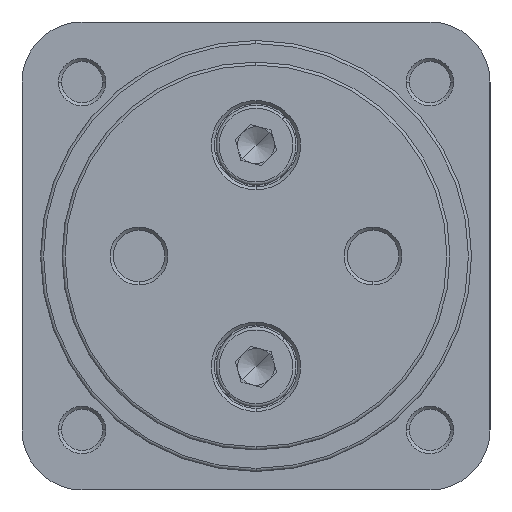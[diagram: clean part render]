
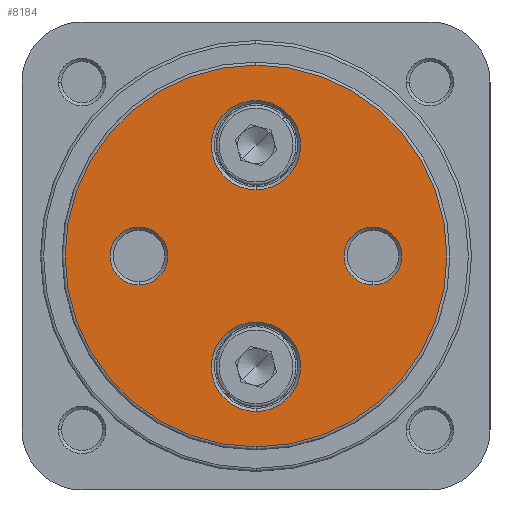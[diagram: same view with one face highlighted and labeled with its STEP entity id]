
A CAD part, left-side view. The second image highlights one B-rep face of the part: STEP entity #8184.
In plain terms, the highlighted planar face has unit normal (-1, 0, 0).
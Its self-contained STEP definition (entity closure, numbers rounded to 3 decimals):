
#33 = CARTESIAN_POINT ( 'NONE',  ( 0., 0., -10.75 ) ) ;
#98 = CARTESIAN_POINT ( 'NONE',  ( 0., 0., -31. ) ) ;
#100 = CARTESIAN_POINT ( 'NONE',  ( 0., 19., 4.7 ) ) ;
#179 = CARTESIAN_POINT ( 'NONE',  ( 0., 19., -4.7 ) ) ;
#293 = CARTESIAN_POINT ( 'NONE',  ( 0., 0., 25.25 ) ) ;
#297 = CARTESIAN_POINT ( 'NONE',  ( 0., 0., 31. ) ) ;
#330 = CARTESIAN_POINT ( 'NONE',  ( 0., 0., 10.75 ) ) ;
#348 = CARTESIAN_POINT ( 'NONE',  ( 0., 0., -25.25 ) ) ;
#401 = CARTESIAN_POINT ( 'NONE',  ( 0., -19., -4.7 ) ) ;
#407 = CARTESIAN_POINT ( 'NONE',  ( 0., -19., 4.7 ) ) ;
#1539 = CARTESIAN_POINT ( 'NONE',  ( 0., 0., 0. ) ) ;
#1540 = DIRECTION ( 'NONE',  ( -1., 0., 0. ) ) ;
#1541 = DIRECTION ( 'NONE',  ( 0., 0., -1. ) ) ;
#1569 = CARTESIAN_POINT ( 'NONE',  ( 0., 0., 18. ) ) ;
#1570 = DIRECTION ( 'NONE',  ( 1., 0., 0. ) ) ;
#1571 = DIRECTION ( 'NONE',  ( 0., 0., -1. ) ) ;
#1579 = CARTESIAN_POINT ( 'NONE',  ( 0., 0., -18. ) ) ;
#1580 = DIRECTION ( 'NONE',  ( 1., 0., 0. ) ) ;
#1581 = DIRECTION ( 'NONE',  ( 0., 0., -1. ) ) ;
#1650 = CARTESIAN_POINT ( 'NONE',  ( 0., 19., 0. ) ) ;
#1651 = DIRECTION ( 'NONE',  ( 1., 0., 0. ) ) ;
#1652 = DIRECTION ( 'NONE',  ( 0., 0., -1. ) ) ;
#1660 = CARTESIAN_POINT ( 'NONE',  ( 0., -19., 0. ) ) ;
#1661 = DIRECTION ( 'NONE',  ( 1., 0., 0. ) ) ;
#1662 = DIRECTION ( 'NONE',  ( 0., 0., -1. ) ) ;
#1851 = AXIS2_PLACEMENT_3D ( 'NONE', #1539, #1540, #1541 ) ;
#1861 = AXIS2_PLACEMENT_3D ( 'NONE', #1569, #1570, #1571 ) ;
#1862 = AXIS2_PLACEMENT_3D ( 'NONE', #1579, #1580, #1581 ) ;
#1878 = AXIS2_PLACEMENT_3D ( 'NONE', #1650, #1651, #1652 ) ;
#1879 = AXIS2_PLACEMENT_3D ( 'NONE', #1660, #1661, #1662 ) ;
#1896 = AXIS2_PLACEMENT_3D ( 'NONE', #3199, #3206, #3207 ) ;
#1902 = AXIS2_PLACEMENT_3D ( 'NONE', #3217, #3224, #3225 ) ;
#1903 = AXIS2_PLACEMENT_3D ( 'NONE', #3220, #3227, #3228 ) ;
#1907 = AXIS2_PLACEMENT_3D ( 'NONE', #3232, #3239, #3240 ) ;
#1908 = AXIS2_PLACEMENT_3D ( 'NONE', #3235, #3242, #3243 ) ;
#2039 = AXIS2_PLACEMENT_3D ( 'NONE', #3734, #3743, #3744 ) ;
#2334 = CIRCLE ( 'NONE', #1878, 4.7 ) ;
#2340 = CIRCLE ( 'NONE', #1879, 4.7 ) ;
#2404 = CIRCLE ( 'NONE', #1896, 4.7 ) ;
#2410 = CIRCLE ( 'NONE', #1902, 4.7 ) ;
#2411 = CIRCLE ( 'NONE', #1903, 7.25 ) ;
#2415 = CIRCLE ( 'NONE', #1907, 31. ) ;
#2416 = CIRCLE ( 'NONE', #1908, 7.25 ) ;
#2678 = FACE_BOUND ( 'NONE', #4875, .T. ) ;
#2680 = FACE_OUTER_BOUND ( 'NONE', #5097, .T. ) ;
#2681 = FACE_BOUND ( 'NONE', #4945, .T. ) ;
#2683 = FACE_BOUND ( 'NONE', #5038, .T. ) ;
#2685 = FACE_BOUND ( 'NONE', #4884, .T. ) ;
#3199 = CARTESIAN_POINT ( 'NONE',  ( 0., -19., 0. ) ) ;
#3206 = DIRECTION ( 'NONE',  ( 1., 0., 0. ) ) ;
#3207 = DIRECTION ( 'NONE',  ( 0., 0., -1. ) ) ;
#3217 = CARTESIAN_POINT ( 'NONE',  ( 0., 19., 0. ) ) ;
#3220 = CARTESIAN_POINT ( 'NONE',  ( 0., 0., 18. ) ) ;
#3224 = DIRECTION ( 'NONE',  ( 1., 0., 0. ) ) ;
#3225 = DIRECTION ( 'NONE',  ( 0., 0., -1. ) ) ;
#3227 = DIRECTION ( 'NONE',  ( 1., 0., 0. ) ) ;
#3228 = DIRECTION ( 'NONE',  ( 0., 0., -1. ) ) ;
#3232 = CARTESIAN_POINT ( 'NONE',  ( 0., 0., 0. ) ) ;
#3235 = CARTESIAN_POINT ( 'NONE',  ( 0., 0., -18. ) ) ;
#3239 = DIRECTION ( 'NONE',  ( -1., 0., 0. ) ) ;
#3240 = DIRECTION ( 'NONE',  ( 0., 0., -1. ) ) ;
#3242 = DIRECTION ( 'NONE',  ( 1., 0., 0. ) ) ;
#3243 = DIRECTION ( 'NONE',  ( 0., 0., -1. ) ) ;
#3727 = PLANE ( 'NONE',  #2039 ) ;
#3734 = CARTESIAN_POINT ( 'NONE',  ( 0., 0., 0. ) ) ;
#3743 = DIRECTION ( 'NONE',  ( 1., 0., 0. ) ) ;
#3744 = DIRECTION ( 'NONE',  ( 0., 0., -1. ) ) ;
#4875 = EDGE_LOOP ( 'NONE', ( #5222, #5221 ) ) ;
#4884 = EDGE_LOOP ( 'NONE', ( #5218, #5217 ) ) ;
#4945 = EDGE_LOOP ( 'NONE', ( #5216, #5215 ) ) ;
#5038 = EDGE_LOOP ( 'NONE', ( #5220, #5219 ) ) ;
#5097 = EDGE_LOOP ( 'NONE', ( #5224, #5223 ) ) ;
#5215 = ORIENTED_EDGE ( 'NONE', *, *, #7926, .T. ) ;
#5216 = ORIENTED_EDGE ( 'NONE', *, *, #7874, .T. ) ;
#5217 = ORIENTED_EDGE ( 'NONE', *, *, #7920, .T. ) ;
#5218 = ORIENTED_EDGE ( 'NONE', *, *, #7878, .T. ) ;
#5219 = ORIENTED_EDGE ( 'NONE', *, *, #7927, .T. ) ;
#5220 = ORIENTED_EDGE ( 'NONE', *, *, #7842, .T. ) ;
#5221 = ORIENTED_EDGE ( 'NONE', *, *, #7932, .T. ) ;
#5222 = ORIENTED_EDGE ( 'NONE', *, *, #7846, .T. ) ;
#5223 = ORIENTED_EDGE ( 'NONE', *, *, #7832, .T. ) ;
#5224 = ORIENTED_EDGE ( 'NONE', *, *, #7931, .T. ) ;
#5496 = VERTEX_POINT ( 'NONE', #33 ) ;
#5538 = VERTEX_POINT ( 'NONE', #297 ) ;
#5567 = VERTEX_POINT ( 'NONE', #407 ) ;
#5569 = VERTEX_POINT ( 'NONE', #401 ) ;
#5580 = VERTEX_POINT ( 'NONE', #330 ) ;
#5595 = VERTEX_POINT ( 'NONE', #348 ) ;
#5634 = VERTEX_POINT ( 'NONE', #98 ) ;
#5642 = VERTEX_POINT ( 'NONE', #100 ) ;
#5654 = VERTEX_POINT ( 'NONE', #179 ) ;
#5694 = VERTEX_POINT ( 'NONE', #293 ) ;
#6866 = CIRCLE ( 'NONE', #1851, 31. ) ;
#6878 = CIRCLE ( 'NONE', #1861, 7.25 ) ;
#6884 = CIRCLE ( 'NONE', #1862, 7.25 ) ;
#7832 = EDGE_CURVE ( 'NONE', #5538, #5634, #6866, .T. ) ;
#7842 = EDGE_CURVE ( 'NONE', #5694, #5580, #6878, .T. ) ;
#7846 = EDGE_CURVE ( 'NONE', #5496, #5595, #6884, .T. ) ;
#7874 = EDGE_CURVE ( 'NONE', #5642, #5654, #2334, .T. ) ;
#7878 = EDGE_CURVE ( 'NONE', #5567, #5569, #2340, .T. ) ;
#7920 = EDGE_CURVE ( 'NONE', #5569, #5567, #2404, .T. ) ;
#7926 = EDGE_CURVE ( 'NONE', #5654, #5642, #2410, .T. ) ;
#7927 = EDGE_CURVE ( 'NONE', #5580, #5694, #2411, .T. ) ;
#7931 = EDGE_CURVE ( 'NONE', #5634, #5538, #2415, .T. ) ;
#7932 = EDGE_CURVE ( 'NONE', #5595, #5496, #2416, .T. ) ;
#8184 = ADVANCED_FACE ( 'NONE', ( #2680, #2678, #2683, #2685, #2681 ), #3727, .F. ) ;
